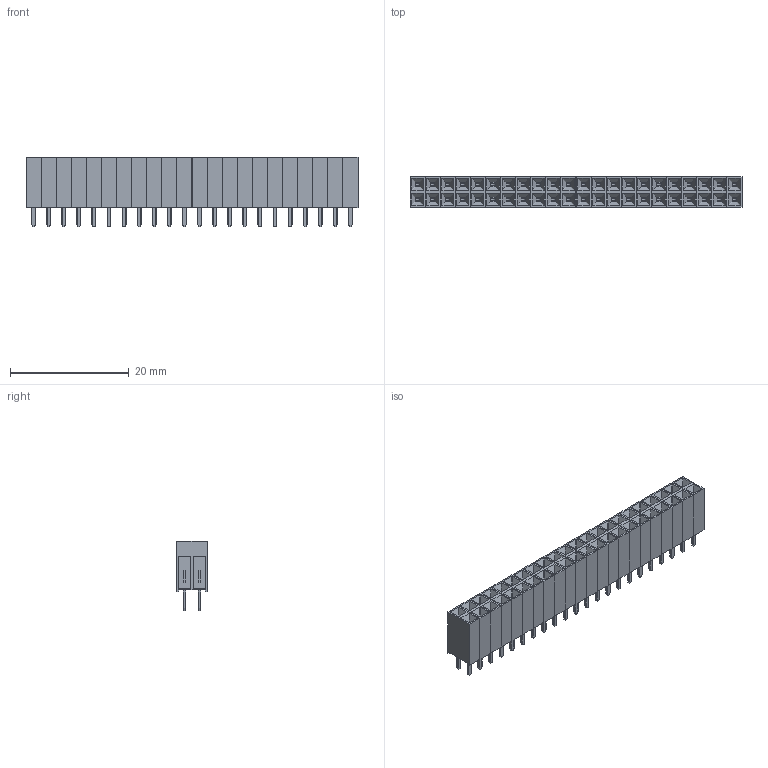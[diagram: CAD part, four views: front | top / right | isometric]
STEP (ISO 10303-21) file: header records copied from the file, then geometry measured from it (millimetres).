
FILE_DESCRIPTION(/* description */ (''),/* implementation_level */ '2;1');
FILE_NAME(/* name */ 'Female Pin Header 02x22.stp',/* time_stamp */ '2019-11-24T09:27:24+01:00',/* author */ ('Bernd das Brot'),/* organization */ (''),/* preprocessor_version */ 'ST-DEVELOPER v18',/* originating_system */ 'Autodesk Inventor 2020',/* authorisation */ '');
FILE_SCHEMA (('AUTOMOTIVE_DESIGN { 1 0 10303 214 3 1 1 }'));
Length unit declared in the file: millimetre
Products named in the file (2): Female Pin Header 02x22; Female Pin Header 2x
Assembly tree (22 placements, depth 2):
  Female Pin Header 02x22
    Female Pin Header 2x  x22
Bounding box: 55.88 x 5.08 x 11.7 mm (x, y, z)
Volume: 1236.2 mm3; surface area: 7247.3 mm2
Topology: 22 solids, 22 shells, 6380 faces, 14696 edges, 8272 vertices
Faces by surface type: cylinder 2948, plane 1760, sphere 880, torus 616, bspline 176
Entity records: 8729 total; most frequent: CARTESIAN_POINT 1590, DIRECTION 1568, ORIENTED_EDGE 1320, EDGE_CURVE 660, AXIS2_PLACEMENT_3D 610, VERTEX_POINT 376, LINE 348, VECTOR 348
